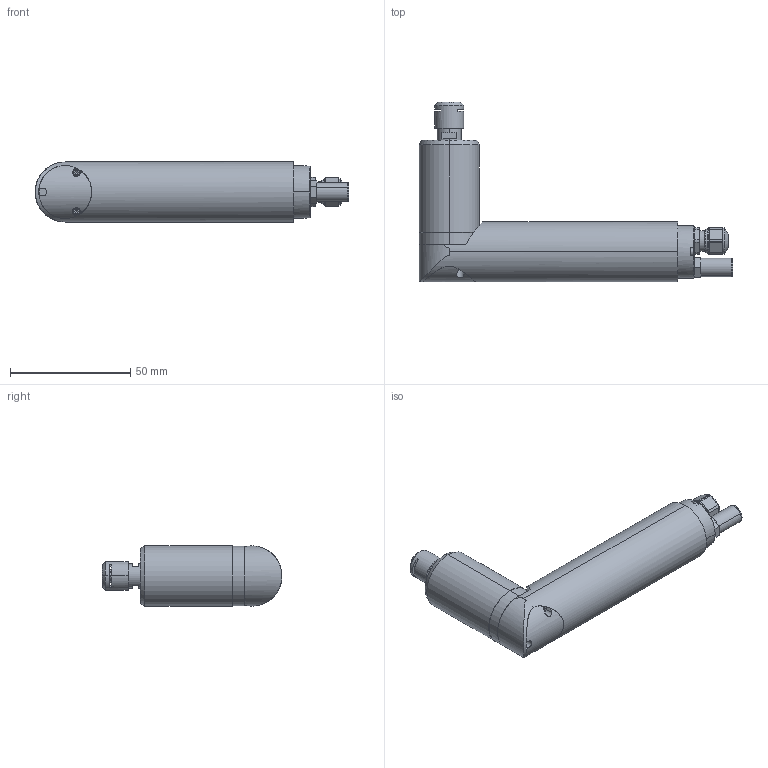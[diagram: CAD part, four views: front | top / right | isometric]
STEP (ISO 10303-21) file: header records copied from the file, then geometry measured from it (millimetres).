
FILE_DESCRIPTION (( 'STEP AP203' ), '1' );
FILE_NAME ('025S060S-02-.STEP', '2012-04-24T13:26:37', ( 'FM10CAD1' ), ( 'IBAG Switzerland AG' ), 'SwSTEP 2.0', 'SolidWorks 2010', '' );
FILE_SCHEMA (( 'CONFIG_CONTROL_DESIGN' ));
Length unit declared in the file: millimetre
Products named in the file (1): 025S060S-02-
Bounding box: 130.5 x 74.78 x 25 mm (x, y, z)
Surface area: 17353.1 mm2 (no closed solid volume)
Topology: 0 solids, 22 shells, 220 faces, 681 edges, 477 vertices
Faces by surface type: plane 100, cylinder 76, cone 26, torus 18
Entity records: 8129 total; most frequent: CARTESIAN_POINT 1970, DIRECTION 1360, ORIENTED_EDGE 1085, EDGE_CURVE 673, AXIS2_PLACEMENT_3D 511, VERTEX_POINT 477, LINE 338, VECTOR 338
